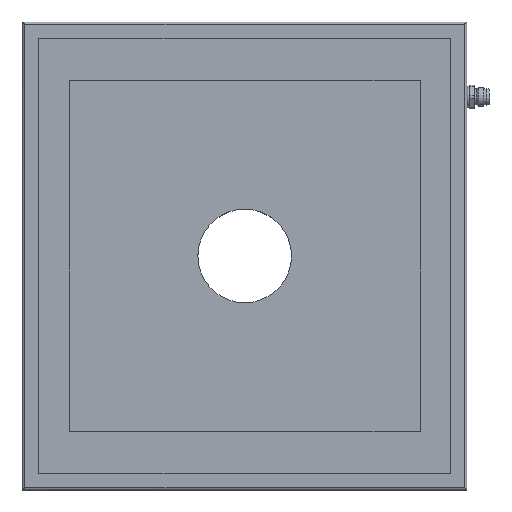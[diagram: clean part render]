
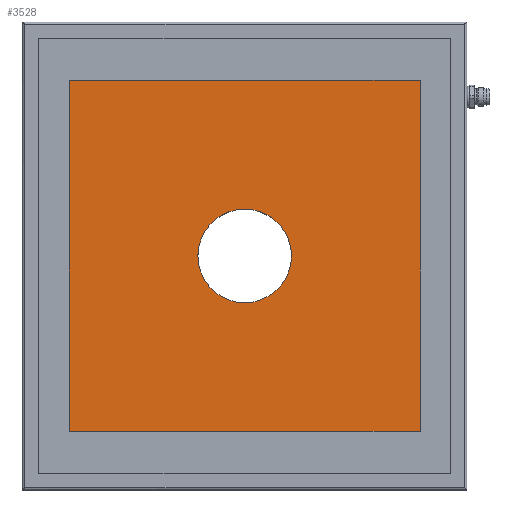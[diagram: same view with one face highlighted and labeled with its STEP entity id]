
A CAD part, top view. The second image highlights one B-rep face of the part: STEP entity #3528.
In plain terms, the highlighted planar face has unit normal (0, 0, 1).
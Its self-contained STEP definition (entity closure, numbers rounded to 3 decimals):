
#1523=CIRCLE('',#3330,20.);
#1615=ORIENTED_EDGE('',*,*,#2128,.T.);
#1616=ORIENTED_EDGE('',*,*,#2129,.T.);
#1617=ORIENTED_EDGE('',*,*,#2130,.T.);
#1618=ORIENTED_EDGE('',*,*,#2131,.T.);
#1619=ORIENTED_EDGE('',*,*,#2127,.F.);
#1872=VECTOR('',#2602,1.);
#1873=VECTOR('',#2603,1.);
#1874=VECTOR('',#2604,1.);
#1875=VECTOR('',#2605,1.);
#1936=LINE('',#3011,#1872);
#1937=LINE('',#3013,#1873);
#1938=LINE('',#3015,#1874);
#1939=LINE('',#3016,#1875);
#2005=VERTEX_POINT('',#3006);
#2006=VERTEX_POINT('',#3009);
#2007=VERTEX_POINT('',#3010);
#2008=VERTEX_POINT('',#3012);
#2009=VERTEX_POINT('',#3014);
#2127=EDGE_CURVE('',#2005,#2005,#1523,.T.);
#2128=EDGE_CURVE('',#2006,#2007,#1936,.T.);
#2129=EDGE_CURVE('',#2007,#2008,#1937,.T.);
#2130=EDGE_CURVE('',#2008,#2009,#1938,.T.);
#2131=EDGE_CURVE('',#2009,#2006,#1939,.T.);
#2260=EDGE_LOOP('',(#1615,#1616,#1617,#1618));
#2261=EDGE_LOOP('',(#1619));
#2412=FACE_BOUND('',#2260,.T.);
#2413=FACE_BOUND('',#2261,.T.);
#2598=DIRECTION('',(0.,0.,1.));
#2599=DIRECTION('',(0.,20.,0.));
#2600=DIRECTION('',(0.,0.,1.));
#2601=DIRECTION('',(0.,-1.,0.));
#2602=DIRECTION('',(-150.,0.,0.));
#2603=DIRECTION('',(0.,-150.,0.));
#2604=DIRECTION('',(150.,0.,0.));
#2605=DIRECTION('',(0.,150.,0.));
#3006=CARTESIAN_POINT('',(95.,120.,18.8));
#3007=CARTESIAN_POINT('',(95.,100.,18.8));
#3008=CARTESIAN_POINT('',(170.,175.,18.8));
#3009=CARTESIAN_POINT('',(170.,175.,18.8));
#3010=CARTESIAN_POINT('',(20.,175.,18.8));
#3011=CARTESIAN_POINT('',(170.,175.,18.8));
#3012=CARTESIAN_POINT('',(20.,25.,18.8));
#3013=CARTESIAN_POINT('',(20.,175.,18.8));
#3014=CARTESIAN_POINT('',(170.,25.,18.8));
#3015=CARTESIAN_POINT('',(20.,25.,18.8));
#3016=CARTESIAN_POINT('',(170.,25.,18.8));
#3330=AXIS2_PLACEMENT_3D('',#3007,#2598,#2599);
#3331=AXIS2_PLACEMENT_3D('',#3008,#2600,#2601);
#3491=PLANE('',#3331);
#3528=ADVANCED_FACE('',(#2412,#2413),#3491,.T.);
